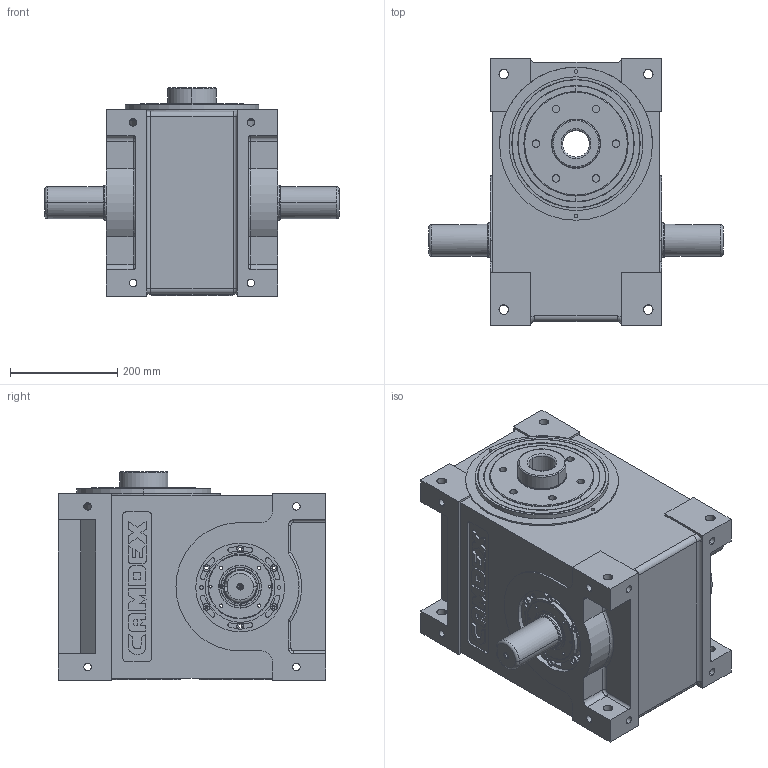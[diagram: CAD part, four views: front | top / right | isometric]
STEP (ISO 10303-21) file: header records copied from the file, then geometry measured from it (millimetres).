
FILE_DESCRIPTION (( 'STEP AP203' ), '1' );
FILE_NAME ('180DFH-OUT (ÖÐ¿Õ50).STEP', '2017-07-15T07:01:32', ( '' ), ( '' ), 'SwSTEP 2.0', 'SolidWorks 2015', '' );
FILE_SCHEMA (( 'CONFIG_CONTROL_DESIGN' ));
Length unit declared in the file: millimetre
Products named in the file (1): 180DFH-OUT (笢諾50)
Bounding box: 550 x 500 x 390 mm (x, y, z)
Surface area: 1323231.6 mm2 (no closed solid volume)
Topology: 0 solids, 51 shells, 821 faces, 2261 edges, 1495 vertices
Faces by surface type: plane 366, cylinder 308, torus 83, cone 52, bspline 12
Entity records: 26679 total; most frequent: CARTESIAN_POINT 5234, DIRECTION 4726, ORIENTED_EDGE 3996, EDGE_CURVE 2247, AXIS2_PLACEMENT_3D 1711, VERTEX_POINT 1495, VECTOR 1304, LINE 1304
